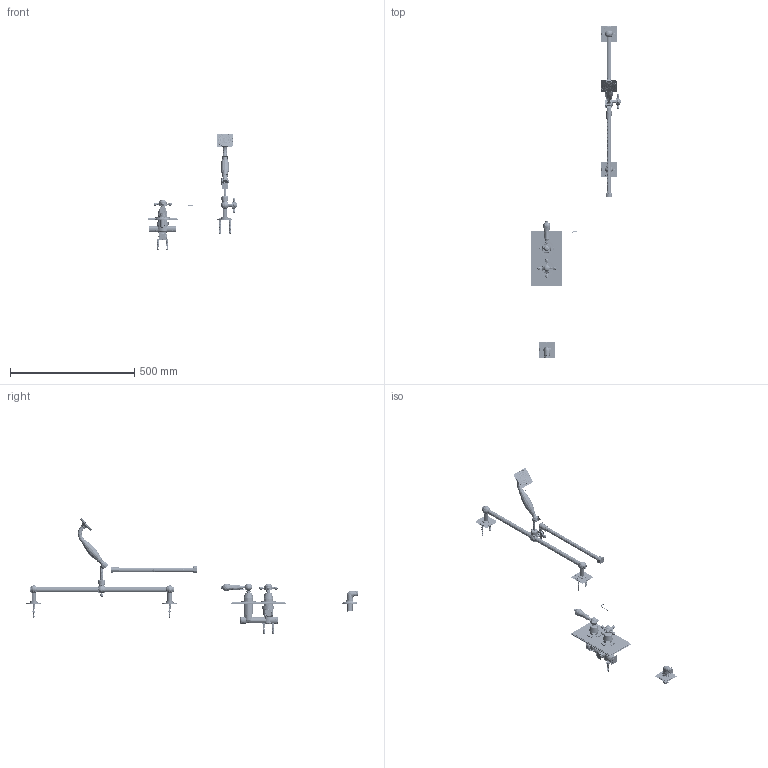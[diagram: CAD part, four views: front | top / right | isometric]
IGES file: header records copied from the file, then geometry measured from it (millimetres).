
Start section:  PTC IGES file: tf1h-sl0337-09.igs
Global section: file name: tf1h-sl0337-09.igs; native system: Creo Elements/Pro by Parametric Technology Corporation; preprocessor: 2011080; author: Administrator; organization: Unknown; date: 20150425.133814; units: millimetre
Bounding box: 362 x 1337.19 x 469.26 mm (x, y, z)
Volume: 574397.1 mm3; surface area: 5216906.7 mm2
Topology: 124 solids, 129 shells, 13044 faces, 68782 edges, 87840 vertices
Faces by surface type: revolution 8036, bspline 5008
